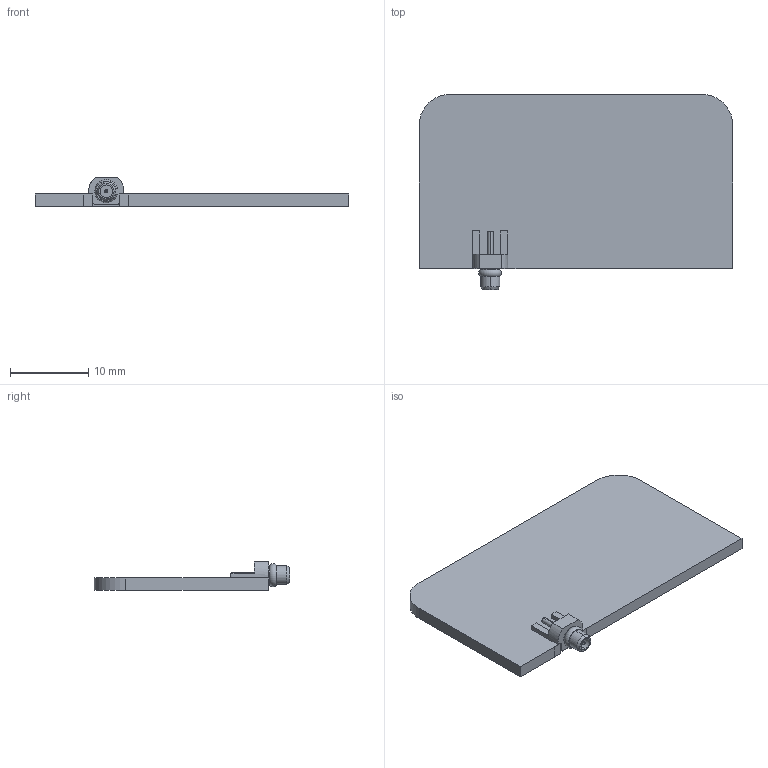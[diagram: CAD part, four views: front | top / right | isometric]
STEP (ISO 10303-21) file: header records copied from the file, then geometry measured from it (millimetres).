
FILE_DESCRIPTION(('KiCad electronic assembly'),'2;1');
FILE_NAME('wb001.stp','2018-04-15T13:55:38',('An Author'),('A Company'), 'Open CASCADE STEP processor 6.9','KiCad to STEP converter','Unknown' );
FILE_SCHEMA(('AUTOMOTIVE_DESIGN { 1 0 10303 214 1 1 1 1 }'));
Length unit declared in the file: millimetre
Products named in the file (4): Open CASCADE STEP translator 6.9 1; 734150991; SOLID
Assembly tree (3 placements, depth 3):
  Open CASCADE STEP translator 6.9 1
    734150991
      SOLID
    SOLID
Bounding box: 40.1 x 24.95 x 3.7 mm (x, y, z)
Volume: 1444.9 mm3; surface area: 2066.8 mm2
Topology: 2 solids, 2 shells, 58 faces, 146 edges, 96 vertices
Faces by surface type: plane 34, cylinder 19, cone 4, torus 1
Entity records: 4015 total; most frequent: CARTESIAN_POINT 992, DIRECTION 572, LINE 322, VECTOR 322, ORIENTED_EDGE 292, PCURVE 292, DEFINITIONAL_REPRESENTATION 292, EDGE_CURVE 146
